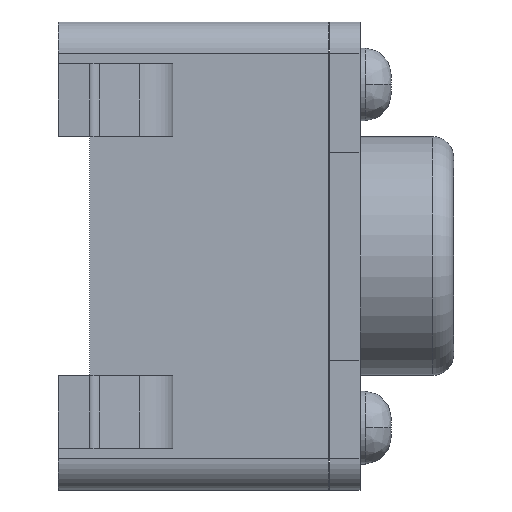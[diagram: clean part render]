
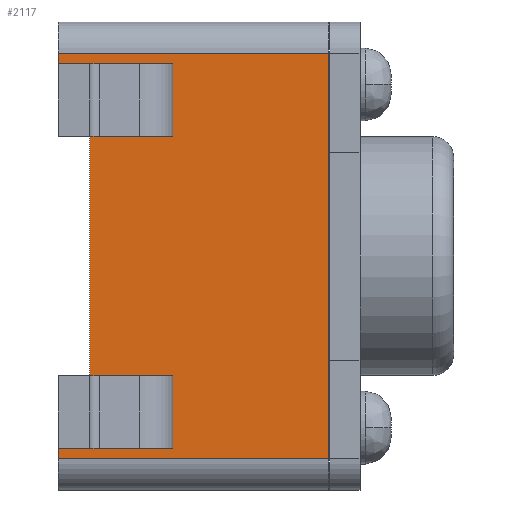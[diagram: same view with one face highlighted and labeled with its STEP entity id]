
A CAD part, front view. The second image highlights one B-rep face of the part: STEP entity #2117.
In plain terms, the highlighted planar face has unit normal (0, -1, 0).
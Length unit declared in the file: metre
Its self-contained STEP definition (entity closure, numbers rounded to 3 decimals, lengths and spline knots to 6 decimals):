
#59=LINE('',#2929,#275);
#88=LINE('',#3001,#304);
#143=LINE('',#3421,#359);
#150=LINE('',#3434,#366);
#152=LINE('',#3438,#368);
#178=LINE('',#3514,#394);
#227=LINE('',#3644,#443);
#228=LINE('',#3646,#444);
#231=LINE('',#3651,#447);
#251=LINE('',#3697,#467);
#252=LINE('',#3701,#468);
#253=LINE('',#3703,#469);
#258=LINE('',#3713,#474);
#259=LINE('',#3716,#475);
#260=LINE('',#3717,#476);
#261=LINE('',#3718,#477);
#275=VECTOR('',#2332,1.);
#304=VECTOR('',#2387,1.);
#359=VECTOR('',#2584,1.);
#366=VECTOR('',#2593,1.);
#368=VECTOR('',#2597,1.);
#394=VECTOR('',#2661,1.);
#443=VECTOR('',#2792,1.);
#444=VECTOR('',#2795,1.);
#447=VECTOR('',#2800,1.);
#467=VECTOR('',#2856,1.);
#468=VECTOR('',#2861,1.);
#469=VECTOR('',#2864,1.);
#474=VECTOR('',#2875,1.);
#475=VECTOR('',#2876,1.);
#476=VECTOR('',#2877,1.);
#477=VECTOR('',#2878,1.);
#981=ORIENTED_EDGE('',*,*,#1327,.F.);
#982=ORIENTED_EDGE('',*,*,#1357,.T.);
#983=ORIENTED_EDGE('',*,*,#1354,.T.);
#984=ORIENTED_EDGE('',*,*,#1331,.F.);
#985=ORIENTED_EDGE('',*,*,#1262,.T.);
#986=ORIENTED_EDGE('',*,*,#1328,.F.);
#987=ORIENTED_EDGE('',*,*,#1086,.F.);
#988=ORIENTED_EDGE('',*,*,#1356,.T.);
#989=ORIENTED_EDGE('',*,*,#1362,.T.);
#990=ORIENTED_EDGE('',*,*,#1363,.T.);
#991=ORIENTED_EDGE('',*,*,#1225,.T.);
#992=ORIENTED_EDGE('',*,*,#1223,.T.);
#993=ORIENTED_EDGE('',*,*,#1216,.F.);
#994=ORIENTED_EDGE('',*,*,#1364,.T.);
#995=ORIENTED_EDGE('',*,*,#1120,.F.);
#996=ORIENTED_EDGE('',*,*,#1365,.T.);
#1086=EDGE_CURVE('',#1383,#1384,#59,.T.);
#1120=EDGE_CURVE('',#1414,#1415,#88,.T.);
#1216=EDGE_CURVE('',#1484,#1485,#143,.T.);
#1223=EDGE_CURVE('',#1486,#1485,#150,.T.);
#1225=EDGE_CURVE('',#1490,#1486,#152,.T.);
#1262=EDGE_CURVE('',#1511,#1520,#178,.T.);
#1327=EDGE_CURVE('',#1560,#1552,#227,.T.);
#1328=EDGE_CURVE('',#1384,#1520,#228,.T.);
#1331=EDGE_CURVE('',#1552,#1562,#231,.T.);
#1354=EDGE_CURVE('',#1570,#1562,#251,.T.);
#1356=EDGE_CURVE('',#1383,#1511,#252,.T.);
#1357=EDGE_CURVE('',#1560,#1570,#253,.T.);
#1362=EDGE_CURVE('',#1573,#1574,#258,.T.);
#1363=EDGE_CURVE('',#1574,#1490,#259,.T.);
#1364=EDGE_CURVE('',#1484,#1415,#260,.T.);
#1365=EDGE_CURVE('',#1414,#1573,#261,.T.);
#1383=VERTEX_POINT('',#2928);
#1384=VERTEX_POINT('',#2930);
#1414=VERTEX_POINT('',#3002);
#1415=VERTEX_POINT('',#3003);
#1484=VERTEX_POINT('',#3422);
#1485=VERTEX_POINT('',#3423);
#1486=VERTEX_POINT('',#3428);
#1490=VERTEX_POINT('',#3439);
#1511=VERTEX_POINT('',#3496);
#1520=VERTEX_POINT('',#3513);
#1552=VERTEX_POINT('',#3627);
#1560=VERTEX_POINT('',#3643);
#1562=VERTEX_POINT('',#3652);
#1570=VERTEX_POINT('',#3698);
#1573=VERTEX_POINT('',#3714);
#1574=VERTEX_POINT('',#3715);
#1782=EDGE_LOOP('',(#981,#982,#983,#984));
#1783=EDGE_LOOP('',(#985,#986,#987,#988));
#1784=EDGE_LOOP('',(#989,#990,#991,#992,#993,#994,#995,#996));
#1918=FACE_BOUND('',#1782,.T.);
#1919=FACE_BOUND('',#1783,.T.);
#1920=FACE_BOUND('',#1784,.T.);
#2002=PLANE('',#2309);
#2117=ADVANCED_FACE('',(#1918,#1919,#1920),#2002,.T.);
#2309=AXIS2_PLACEMENT_3D('',#3712,#2873,#2874);
#2332=DIRECTION('',(1.,0.,0.));
#2387=DIRECTION('',(-1.,0.,0.));
#2584=DIRECTION('',(1.,0.,0.));
#2593=DIRECTION('',(0.,0.,-1.));
#2597=DIRECTION('',(1.,0.,0.));
#2661=DIRECTION('',(1.,0.,0.));
#2792=DIRECTION('',(1.,0.,0.));
#2795=DIRECTION('',(0.,0.,1.));
#2800=DIRECTION('',(0.,0.,1.));
#2856=DIRECTION('',(1.,0.,0.));
#2861=DIRECTION('',(0.,0.,1.));
#2864=DIRECTION('',(0.,0.,1.));
#2873=DIRECTION('',(0.,-1.,0.));
#2874=DIRECTION('',(0.,0.,-1.));
#2875=DIRECTION('',(-1.,0.,0.));
#2876=DIRECTION('',(0.,0.,-1.));
#2877=DIRECTION('',(0.,0.,-1.));
#2878=DIRECTION('',(0.,0.,1.));
#2928=CARTESIAN_POINT('',(0.0008,-0.00225,0.00115));
#2929=CARTESIAN_POINT('',(0.,-0.00225,0.00115));
#2930=CARTESIAN_POINT('',(0.0011,-0.00225,0.00115));
#3001=CARTESIAN_POINT('',(0.0026,-0.00225,-0.00195));
#3002=CARTESIAN_POINT('',(0.0026,-0.00225,-0.00195));
#3003=CARTESIAN_POINT('',(0.,-0.00225,-0.00195));
#3421=CARTESIAN_POINT('',(0.,-0.00225,-0.00125));
#3422=CARTESIAN_POINT('',(0.,-0.00225,-0.00125));
#3423=CARTESIAN_POINT('',(0.0003,-0.00225,-0.00125));
#3428=CARTESIAN_POINT('',(0.0003,-0.00225,0.00125));
#3434=CARTESIAN_POINT('',(0.0003,-0.00225,0.00225));
#3438=CARTESIAN_POINT('',(0.,-0.00225,0.00125));
#3439=CARTESIAN_POINT('',(0.,-0.00225,0.00125));
#3496=CARTESIAN_POINT('',(0.0008,-0.00225,0.00185));
#3513=CARTESIAN_POINT('',(0.0011,-0.00225,0.00185));
#3514=CARTESIAN_POINT('',(0.0008,-0.00225,0.00185));
#3627=CARTESIAN_POINT('',(0.0011,-0.00225,-0.00185));
#3643=CARTESIAN_POINT('',(0.0008,-0.00225,-0.00185));
#3644=CARTESIAN_POINT('',(0.0008,-0.00225,-0.00185));
#3646=CARTESIAN_POINT('',(0.0011,-0.00225,0.00115));
#3651=CARTESIAN_POINT('',(0.0011,-0.00225,-0.00185));
#3652=CARTESIAN_POINT('',(0.0011,-0.00225,-0.00115));
#3697=CARTESIAN_POINT('',(0.0008,-0.00225,-0.00115));
#3698=CARTESIAN_POINT('',(0.0008,-0.00225,-0.00115));
#3701=CARTESIAN_POINT('',(0.0008,-0.00225,0.00115));
#3703=CARTESIAN_POINT('',(0.0008,-0.00225,-0.00185));
#3712=CARTESIAN_POINT('',(0.,-0.00225,0.00225));
#3713=CARTESIAN_POINT('',(0.0026,-0.00225,0.00195));
#3714=CARTESIAN_POINT('',(0.0026,-0.00225,0.00195));
#3715=CARTESIAN_POINT('',(0.,-0.00225,0.00195));
#3716=CARTESIAN_POINT('',(0.,-0.00225,0.00195));
#3717=CARTESIAN_POINT('',(0.,-0.00225,-0.00125));
#3718=CARTESIAN_POINT('',(0.0026,-0.00225,-0.00195));
